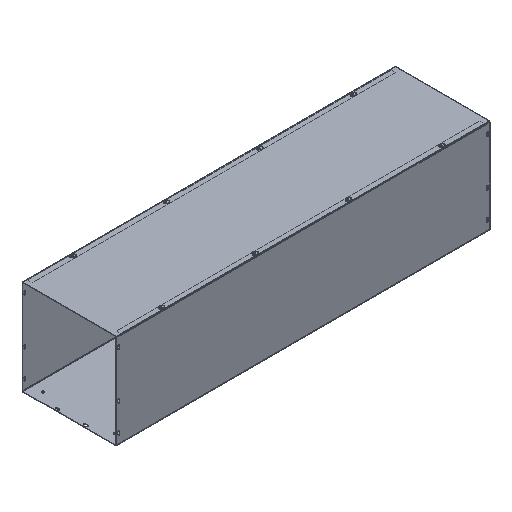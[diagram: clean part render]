
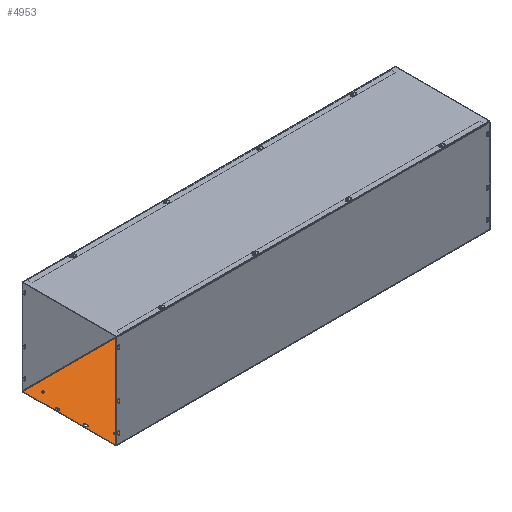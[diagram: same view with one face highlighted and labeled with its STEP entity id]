
A CAD part, isometric view. The second image highlights one B-rep face of the part: STEP entity #4953.
In plain terms, the highlighted planar face has unit normal (0, 0, 1).
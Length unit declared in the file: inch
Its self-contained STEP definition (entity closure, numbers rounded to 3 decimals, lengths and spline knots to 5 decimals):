
#289=LINE('',#7989,#649);
#293=LINE('',#8000,#653);
#297=LINE('',#8013,#657);
#301=LINE('',#8024,#661);
#303=LINE('',#8029,#663);
#308=LINE('',#8043,#668);
#311=LINE('',#8053,#671);
#316=LINE('',#8067,#676);
#400=LINE('',#8279,#760);
#406=LINE('',#8299,#766);
#408=LINE('',#8302,#768);
#410=LINE('',#8306,#770);
#649=VECTOR('',#6111,0.25);
#653=VECTOR('',#6123,0.25);
#657=VECTOR('',#6135,0.25);
#661=VECTOR('',#6147,0.25);
#663=VECTOR('',#6151,0.25);
#668=VECTOR('',#6164,0.25);
#671=VECTOR('',#6175,0.25);
#676=VECTOR('',#6188,0.25);
#760=VECTOR('',#6406,48.);
#766=VECTOR('',#6432,48.);
#768=VECTOR('',#6436,11.9375);
#770=VECTOR('',#6442,11.9375);
#972=PLANE('',#5376);
#1148=FACE_BOUND('',#1720,.T.);
#1149=FACE_BOUND('',#1721,.T.);
#1150=FACE_BOUND('',#1722,.T.);
#1151=FACE_BOUND('',#1723,.T.);
#1152=FACE_BOUND('',#1724,.T.);
#1153=FACE_BOUND('',#1725,.T.);
#1154=FACE_BOUND('',#1726,.T.);
#1155=FACE_BOUND('',#1727,.T.);
#1368=FACE_OUTER_BOUND('',#1719,.T.);
#1719=EDGE_LOOP('',(#4050,#4051,#4052,#4053));
#1720=EDGE_LOOP('',(#4054,#4055,#4056,#4057));
#1721=EDGE_LOOP('',(#4058,#4059,#4060,#4061));
#1722=EDGE_LOOP('',(#4062,#4063,#4064,#4065));
#1723=EDGE_LOOP('',(#4066,#4067,#4068,#4069));
#1724=EDGE_LOOP('',(#4070));
#1725=EDGE_LOOP('',(#4071));
#1726=EDGE_LOOP('',(#4072));
#1727=EDGE_LOOP('',(#4073));
#2012=CIRCLE('',#5268,0.125);
#2014=CIRCLE('',#5272,0.125);
#2016=CIRCLE('',#5276,0.125);
#2018=CIRCLE('',#5280,0.125);
#2020=CIRCLE('',#5285,0.125);
#2022=CIRCLE('',#5289,0.125);
#2024=CIRCLE('',#5293,0.125);
#2026=CIRCLE('',#5297,0.125);
#2028=CIRCLE('',#5300,0.125);
#2030=CIRCLE('',#5303,0.125);
#2032=CIRCLE('',#5306,0.125);
#2034=CIRCLE('',#5309,0.125);
#2328=VERTEX_POINT('',#7979);
#2329=VERTEX_POINT('',#7980);
#2332=VERTEX_POINT('',#7988);
#2334=VERTEX_POINT('',#7994);
#2336=VERTEX_POINT('',#8003);
#2337=VERTEX_POINT('',#8004);
#2340=VERTEX_POINT('',#8012);
#2342=VERTEX_POINT('',#8018);
#2344=VERTEX_POINT('',#8027);
#2345=VERTEX_POINT('',#8028);
#2348=VERTEX_POINT('',#8036);
#2350=VERTEX_POINT('',#8042);
#2352=VERTEX_POINT('',#8051);
#2353=VERTEX_POINT('',#8052);
#2356=VERTEX_POINT('',#8060);
#2358=VERTEX_POINT('',#8066);
#2360=VERTEX_POINT('',#8075);
#2362=VERTEX_POINT('',#8080);
#2364=VERTEX_POINT('',#8085);
#2366=VERTEX_POINT('',#8090);
#2418=VERTEX_POINT('',#8270);
#2419=VERTEX_POINT('',#8274);
#2422=VERTEX_POINT('',#8290);
#2423=VERTEX_POINT('',#8294);
#2842=EDGE_CURVE('',#2328,#2329,#2012,.T.);
#2846=EDGE_CURVE('',#2329,#2332,#289,.T.);
#2849=EDGE_CURVE('',#2332,#2334,#2014,.T.);
#2852=EDGE_CURVE('',#2334,#2328,#293,.T.);
#2854=EDGE_CURVE('',#2336,#2337,#2016,.T.);
#2858=EDGE_CURVE('',#2337,#2340,#297,.T.);
#2861=EDGE_CURVE('',#2340,#2342,#2018,.T.);
#2864=EDGE_CURVE('',#2342,#2336,#301,.T.);
#2866=EDGE_CURVE('',#2344,#2345,#303,.T.);
#2870=EDGE_CURVE('',#2348,#2344,#2020,.T.);
#2873=EDGE_CURVE('',#2350,#2348,#308,.T.);
#2876=EDGE_CURVE('',#2345,#2350,#2022,.T.);
#2878=EDGE_CURVE('',#2352,#2353,#311,.T.);
#2882=EDGE_CURVE('',#2353,#2356,#2024,.T.);
#2885=EDGE_CURVE('',#2356,#2358,#316,.T.);
#2888=EDGE_CURVE('',#2358,#2352,#2026,.T.);
#2890=EDGE_CURVE('',#2360,#2360,#2028,.T.);
#2892=EDGE_CURVE('',#2362,#2362,#2030,.T.);
#2894=EDGE_CURVE('',#2364,#2364,#2032,.T.);
#2896=EDGE_CURVE('',#2366,#2366,#2034,.T.);
#2991=EDGE_CURVE('',#2418,#2419,#400,.T.);
#3001=EDGE_CURVE('',#2422,#2423,#406,.T.);
#3003=EDGE_CURVE('',#2418,#2423,#408,.T.);
#3005=EDGE_CURVE('',#2422,#2419,#410,.T.);
#4050=ORIENTED_EDGE('',*,*,#3001,.T.);
#4051=ORIENTED_EDGE('',*,*,#3003,.F.);
#4052=ORIENTED_EDGE('',*,*,#2991,.T.);
#4053=ORIENTED_EDGE('',*,*,#3005,.F.);
#4054=ORIENTED_EDGE('',*,*,#2842,.T.);
#4055=ORIENTED_EDGE('',*,*,#2846,.T.);
#4056=ORIENTED_EDGE('',*,*,#2849,.T.);
#4057=ORIENTED_EDGE('',*,*,#2852,.T.);
#4058=ORIENTED_EDGE('',*,*,#2854,.T.);
#4059=ORIENTED_EDGE('',*,*,#2858,.T.);
#4060=ORIENTED_EDGE('',*,*,#2861,.T.);
#4061=ORIENTED_EDGE('',*,*,#2864,.T.);
#4062=ORIENTED_EDGE('',*,*,#2866,.T.);
#4063=ORIENTED_EDGE('',*,*,#2876,.T.);
#4064=ORIENTED_EDGE('',*,*,#2873,.T.);
#4065=ORIENTED_EDGE('',*,*,#2870,.T.);
#4066=ORIENTED_EDGE('',*,*,#2878,.T.);
#4067=ORIENTED_EDGE('',*,*,#2882,.T.);
#4068=ORIENTED_EDGE('',*,*,#2885,.T.);
#4069=ORIENTED_EDGE('',*,*,#2888,.T.);
#4070=ORIENTED_EDGE('',*,*,#2890,.T.);
#4071=ORIENTED_EDGE('',*,*,#2892,.T.);
#4072=ORIENTED_EDGE('',*,*,#2894,.T.);
#4073=ORIENTED_EDGE('',*,*,#2896,.T.);
#4953=ADVANCED_FACE('',(#1368,#1148,#1149,#1150,#1151,#1152,#1153,#1154,
#1155),#972,.T.);
#5268=AXIS2_PLACEMENT_3D('',#7981,#6103,#6104);
#5272=AXIS2_PLACEMENT_3D('',#7995,#6116,#6117);
#5276=AXIS2_PLACEMENT_3D('',#8005,#6127,#6128);
#5280=AXIS2_PLACEMENT_3D('',#8019,#6140,#6141);
#5285=AXIS2_PLACEMENT_3D('',#8037,#6157,#6158);
#5289=AXIS2_PLACEMENT_3D('',#8048,#6169,#6170);
#5293=AXIS2_PLACEMENT_3D('',#8061,#6181,#6182);
#5297=AXIS2_PLACEMENT_3D('',#8072,#6193,#6194);
#5300=AXIS2_PLACEMENT_3D('',#8076,#6199,#6200);
#5303=AXIS2_PLACEMENT_3D('',#8081,#6205,#6206);
#5306=AXIS2_PLACEMENT_3D('',#8086,#6211,#6212);
#5309=AXIS2_PLACEMENT_3D('',#8091,#6217,#6218);
#5376=AXIS2_PLACEMENT_3D('',#8307,#6443,#6444);
#6103=DIRECTION('center_axis',(0.,0.,-1.));
#6104=DIRECTION('ref_axis',(1.,0.,0.));
#6111=DIRECTION('',(0.,1.,0.));
#6116=DIRECTION('center_axis',(0.,0.,-1.));
#6117=DIRECTION('ref_axis',(-1.,0.,0.));
#6123=DIRECTION('',(0.,-1.,0.));
#6127=DIRECTION('center_axis',(0.,0.,-1.));
#6128=DIRECTION('ref_axis',(1.,0.,0.));
#6135=DIRECTION('',(0.,1.,0.));
#6140=DIRECTION('center_axis',(0.,0.,-1.));
#6141=DIRECTION('ref_axis',(-1.,0.,0.));
#6147=DIRECTION('',(0.,-1.,0.));
#6151=DIRECTION('',(0.,-1.,0.));
#6157=DIRECTION('center_axis',(0.,0.,-1.));
#6158=DIRECTION('ref_axis',(-1.,0.,0.));
#6164=DIRECTION('',(0.,1.,0.));
#6169=DIRECTION('center_axis',(0.,0.,-1.));
#6170=DIRECTION('ref_axis',(1.,0.,0.));
#6175=DIRECTION('',(0.,1.,0.));
#6181=DIRECTION('center_axis',(0.,0.,-1.));
#6182=DIRECTION('ref_axis',(1.,0.,0.));
#6188=DIRECTION('',(0.,-1.,0.));
#6193=DIRECTION('center_axis',(0.,0.,-1.));
#6194=DIRECTION('ref_axis',(-1.,0.,0.));
#6199=DIRECTION('center_axis',(0.,0.,-1.));
#6200=DIRECTION('ref_axis',(1.,0.,0.));
#6205=DIRECTION('center_axis',(0.,0.,-1.));
#6206=DIRECTION('ref_axis',(1.,0.,0.));
#6211=DIRECTION('center_axis',(0.,0.,-1.));
#6212=DIRECTION('ref_axis',(1.,0.,0.));
#6217=DIRECTION('center_axis',(0.,0.,-1.));
#6218=DIRECTION('ref_axis',(1.,0.,0.));
#6406=DIRECTION('',(1.,0.,0.));
#6432=DIRECTION('',(-1.,0.,0.));
#6436=DIRECTION('',(0.,1.,0.));
#6442=DIRECTION('',(0.,-1.,0.));
#6443=DIRECTION('center_axis',(0.,0.,1.));
#6444=DIRECTION('ref_axis',(1.,0.,0.));
#7979=CARTESIAN_POINT('',(47.8125,4.0625,0.074));
#7980=CARTESIAN_POINT('',(47.5625,4.0625,0.074));
#7981=CARTESIAN_POINT('Origin',(47.6875,4.0625,0.074));
#7988=CARTESIAN_POINT('',(47.5625,4.3125,0.074));
#7989=CARTESIAN_POINT('',(47.5625,5.03125,0.074));
#7994=CARTESIAN_POINT('',(47.8125,4.3125,0.074));
#7995=CARTESIAN_POINT('Origin',(47.6875,4.3125,0.074));
#8000=CARTESIAN_POINT('',(47.8125,5.15625,0.074));
#8003=CARTESIAN_POINT('',(0.4375,4.0625,0.074));
#8004=CARTESIAN_POINT('',(0.1875,4.0625,0.074));
#8005=CARTESIAN_POINT('Origin',(0.3125,4.0625,0.074));
#8012=CARTESIAN_POINT('',(0.1875,4.3125,0.074));
#8013=CARTESIAN_POINT('',(0.1875,5.03125,0.074));
#8018=CARTESIAN_POINT('',(0.4375,4.3125,0.074));
#8019=CARTESIAN_POINT('Origin',(0.3125,4.3125,0.074));
#8024=CARTESIAN_POINT('',(0.4375,5.15625,0.074));
#8027=CARTESIAN_POINT('',(47.8125,7.9375,0.074));
#8028=CARTESIAN_POINT('',(47.8125,7.6875,0.074));
#8029=CARTESIAN_POINT('',(47.8125,6.84375,0.074));
#8036=CARTESIAN_POINT('',(47.5625,7.9375,0.074));
#8037=CARTESIAN_POINT('Origin',(47.6875,7.9375,0.074));
#8042=CARTESIAN_POINT('',(47.5625,7.6875,0.074));
#8043=CARTESIAN_POINT('',(47.5625,6.96875,0.074));
#8048=CARTESIAN_POINT('Origin',(47.6875,7.6875,0.074));
#8051=CARTESIAN_POINT('',(0.1875,7.6875,0.074));
#8052=CARTESIAN_POINT('',(0.1875,7.9375,0.074));
#8053=CARTESIAN_POINT('',(0.1875,6.84375,0.074));
#8060=CARTESIAN_POINT('',(0.4375,7.9375,0.074));
#8061=CARTESIAN_POINT('Origin',(0.3125,7.9375,0.074));
#8066=CARTESIAN_POINT('',(0.4375,7.6875,0.074));
#8067=CARTESIAN_POINT('',(0.4375,6.96875,0.074));
#8072=CARTESIAN_POINT('Origin',(0.3125,7.6875,0.074));
#8075=CARTESIAN_POINT('',(1.125,1.375,0.074));
#8076=CARTESIAN_POINT('Origin',(1.25,1.375,0.074));
#8080=CARTESIAN_POINT('',(1.125,10.625,0.074));
#8081=CARTESIAN_POINT('Origin',(1.25,10.625,0.074));
#8085=CARTESIAN_POINT('',(46.625,1.375,0.074));
#8086=CARTESIAN_POINT('Origin',(46.75,1.375,0.074));
#8090=CARTESIAN_POINT('',(46.625,10.625,0.074));
#8091=CARTESIAN_POINT('Origin',(46.75,10.625,0.074));
#8270=CARTESIAN_POINT('',(0.,0.03125,0.074));
#8274=CARTESIAN_POINT('',(48.,0.03125,0.074));
#8279=CARTESIAN_POINT('',(36.,0.03125,0.074));
#8290=CARTESIAN_POINT('',(48.,11.96875,0.074));
#8294=CARTESIAN_POINT('',(0.,11.96875,0.074));
#8299=CARTESIAN_POINT('',(12.,11.96875,0.074));
#8302=CARTESIAN_POINT('',(0.,12.,0.074));
#8306=CARTESIAN_POINT('',(48.,0.,0.074));
#8307=CARTESIAN_POINT('Origin',(24.,6.,0.074));
